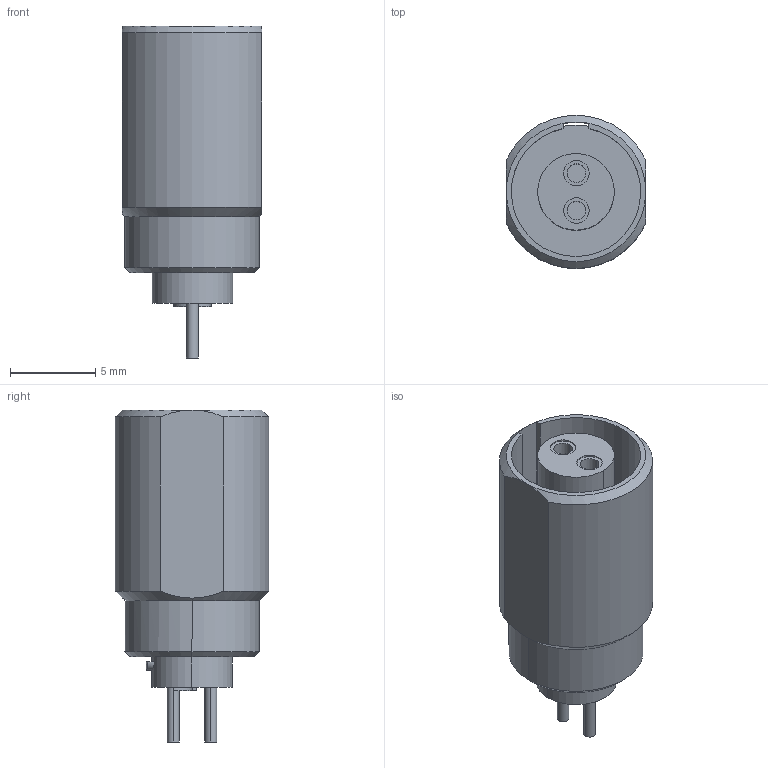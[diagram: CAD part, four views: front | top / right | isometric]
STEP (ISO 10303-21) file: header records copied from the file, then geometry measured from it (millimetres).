
FILE_DESCRIPTION((''),'2;1');
FILE_NAME('LEMO_ECG.0B.302.CLN_Part1.stp','2013-09-23T17:19:19',(''),(''),'Mechanical Desktop 2011','Mechanical Desktop 2011',', , ');
FILE_SCHEMA(('AUTOMOTIVE_DESIGN { 1 2 10303 214 1 1 1 1 }'));
Length unit declared in the file: millimetre
Products named in the file (1): Product
Bounding box: 8.2 x 9 x 19.5 mm (x, y, z)
Volume: 520.6 mm3; surface area: 1349.3 mm2
Topology: 9 solids, 9 shells, 73 faces, 155 edges, 100 vertices
Faces by surface type: cylinder 38, plane 29, cone 6
Entity records: 2084 total; most frequent: CARTESIAN_POINT 385, DIRECTION 368, ORIENTED_EDGE 310, EDGE_CURVE 155, AXIS2_PLACEMENT_3D 153, VERTEX_POINT 100, EDGE_LOOP 83, CIRCLE 79
